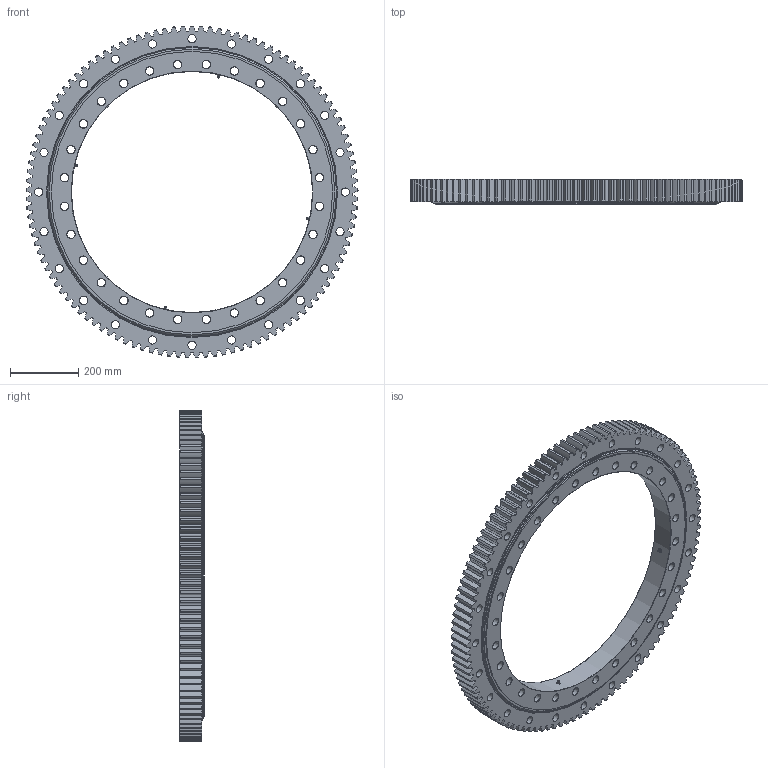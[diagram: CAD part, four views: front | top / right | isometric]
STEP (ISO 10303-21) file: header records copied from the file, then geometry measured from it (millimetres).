
FILE_DESCRIPTION(/* description */ (''),/* implementation_level */ '2;1');
FILE_NAME(/* name */ '30E.0822.35.003_Rev-.stp',/* time_stamp */ '2025-06-05T09:19:37-04:00',/* author */ ('richard.potesta'),/* organization */ (''),/* preprocessor_version */ 'ST-DEVELOPER v20.1',/* originating_system */ 'Autodesk Inventor 2026',/* authorisation */ '');
FILE_SCHEMA (('AUTOMOTIVE_DESIGN { 1 0 10303 214 3 1 1 }'));
Length unit declared in the file: inch
Products named in the file (4): 30E.0822.35.003; 30E.0822.35.003_1; Spur Gears; 1_8 NPT Fitting
Assembly tree (6 placements, depth 2):
  30E.0822.35.003
    30E.0822.35.003_1
    Spur Gears
    1_8 NPT Fitting  x4
Bounding box: 970.23 x 73.03 x 970.14 mm (x, y, z)
Volume: 19216840.2 mm3; surface area: 2314553.7 mm2
Topology: 10 solids, 10 shells, 1059 faces, 2996 edges, 1976 vertices
Faces by surface type: cylinder 528, cone 320, torus 85, plane 58, sphere 56, bspline 12
Full cylindrical faces by diameter (mm): 2.536 x8, 23.825 x52, 38.1 x1, 38.151 x1, 704.85 x1, 808.325 x1, 808.35 x1, 819.277 x1, 822.325 x4, 825.373 x1, 836.3 x1, 836.325 x1
Entity records: 41505 total; most frequent: CARTESIAN_POINT 15584, ORIENTED_EDGE 5566, DIRECTION 5498, EDGE_CURVE 2783, AXIS2_PLACEMENT_3D 2450, VERTEX_POINT 1835, CIRCLE 1474, EDGE_LOOP 1092
